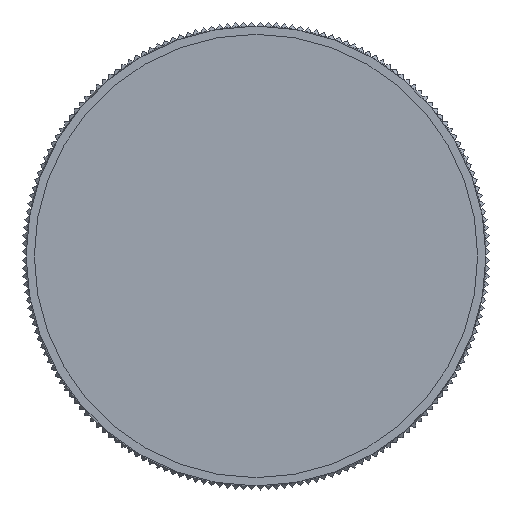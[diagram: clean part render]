
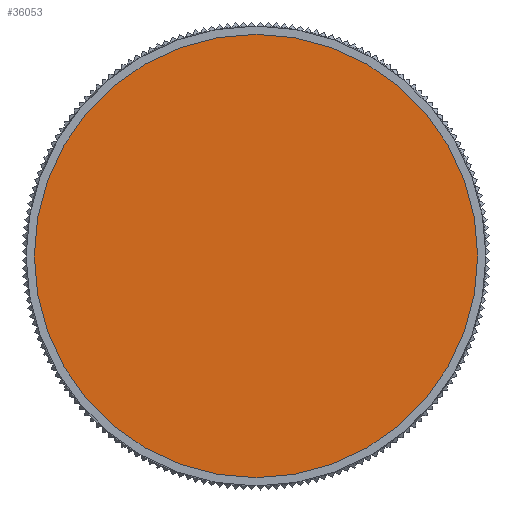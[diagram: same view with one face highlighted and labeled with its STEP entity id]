
A CAD part, left-side view. The second image highlights one B-rep face of the part: STEP entity #36053.
In plain terms, the highlighted planar face has unit normal (-1, 0, 0).
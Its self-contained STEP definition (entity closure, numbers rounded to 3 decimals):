
#15701 = EDGE_CURVE ( 'NONE', #31131, #31129, #72056, .T. ) ;
#31129 = VERTEX_POINT ( 'NONE', #39411 ) ;
#31131 = VERTEX_POINT ( 'NONE', #39397 ) ;
#33184 = ORIENTED_EDGE ( 'NONE', *, *, #36883, .T. ) ;
#33186 = ORIENTED_EDGE ( 'NONE', *, *, #15701, .T. ) ;
#36053 = ADVANCED_FACE ( 'NONE', ( #52177 ), #52178, .T. ) ;
#36883 = EDGE_CURVE ( 'NONE', #31129, #31131, #58038, .T. ) ;
#39207 = EDGE_LOOP ( 'NONE', ( #33184, #33186 ) ) ;
#39397 = CARTESIAN_POINT ( 'NONE',  ( -51.5, 0., -20.25 ) ) ;
#39411 = CARTESIAN_POINT ( 'NONE',  ( -51.5, 0., 20.25 ) ) ;
#40815 = AXIS2_PLACEMENT_3D ( 'NONE', #52175, #52179, #52180 ) ;
#52175 = CARTESIAN_POINT ( 'NONE',  ( -51.5, 0., 0. ) ) ;
#52177 = FACE_OUTER_BOUND ( 'NONE', #39207, .T. ) ;
#52178 = PLANE ( 'NONE',  #40815 ) ;
#52179 = DIRECTION ( 'NONE',  ( -1., 0., 0. ) ) ;
#52180 = DIRECTION ( 'NONE',  ( 0., 0., 1. ) ) ;
#58038 = CIRCLE ( 'NONE', #58042, 20.25 ) ;
#58042 = AXIS2_PLACEMENT_3D ( 'NONE', #61378, #61380, #61381 ) ;
#61378 = CARTESIAN_POINT ( 'NONE',  ( -51.5, 0., 0. ) ) ;
#61380 = DIRECTION ( 'NONE',  ( -1., 0., 0. ) ) ;
#61381 = DIRECTION ( 'NONE',  ( 0., 0., 1. ) ) ;
#72056 = CIRCLE ( 'NONE', #72060, 20.25 ) ;
#72060 = AXIS2_PLACEMENT_3D ( 'NONE', #72650, #72651, #72652 ) ;
#72650 = CARTESIAN_POINT ( 'NONE',  ( -51.5, 0., 0. ) ) ;
#72651 = DIRECTION ( 'NONE',  ( -1., 0., 0. ) ) ;
#72652 = DIRECTION ( 'NONE',  ( 0., 0., 1. ) ) ;
